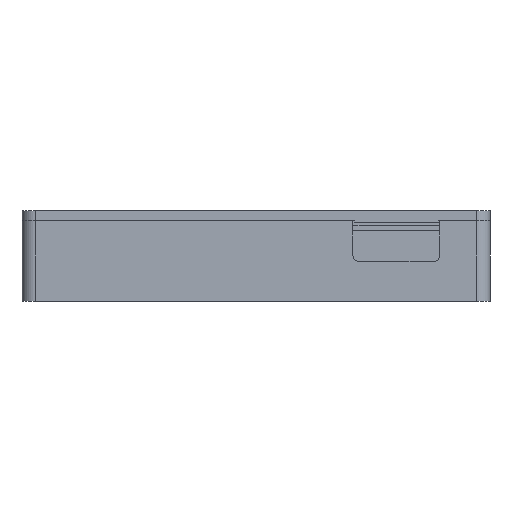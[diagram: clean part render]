
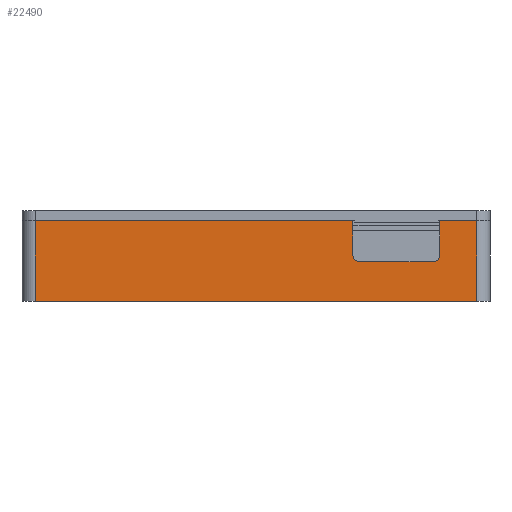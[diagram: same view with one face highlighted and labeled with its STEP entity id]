
A CAD part, front view. The second image highlights one B-rep face of the part: STEP entity #22490.
In plain terms, the highlighted planar face has unit normal (0, -1, 0).
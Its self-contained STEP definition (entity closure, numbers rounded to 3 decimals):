
#110=CIRCLE('',#23450,1.);
#111=CIRCLE('',#23453,1.);
#2923=FACE_OUTER_BOUND('',#4192,.T.);
#4192=EDGE_LOOP('',(#17602,#17603,#17604,#17605,#17606,#17607,#17608,#17609,
#17610,#17611));
#5766=LINE('',#35665,#7711);
#5769=LINE('',#35673,#7714);
#5772=LINE('',#35678,#7717);
#5773=LINE('',#35681,#7718);
#5776=LINE('',#35693,#7721);
#5779=LINE('',#35702,#7724);
#5780=LINE('',#35704,#7725);
#5781=LINE('',#35705,#7726);
#7711=VECTOR('',#25138,10.);
#7714=VECTOR('',#25147,10.);
#7717=VECTOR('',#25152,10.);
#7718=VECTOR('',#25155,10.);
#7721=VECTOR('',#25166,10.);
#7724=VECTOR('',#25175,10.);
#7725=VECTOR('',#25176,10.);
#7726=VECTOR('',#25177,10.);
#9848=VERTEX_POINT('',#35658);
#9849=VERTEX_POINT('',#35659);
#9850=VERTEX_POINT('',#35664);
#9851=VERTEX_POINT('',#35668);
#9852=VERTEX_POINT('',#35672);
#9853=VERTEX_POINT('',#35676);
#9854=VERTEX_POINT('',#35680);
#9859=VERTEX_POINT('',#35691);
#9862=VERTEX_POINT('',#35701);
#9863=VERTEX_POINT('',#35703);
#12646=EDGE_CURVE('',#9848,#9849,#110,.T.);
#12649=EDGE_CURVE('',#9850,#9849,#5766,.T.);
#12651=EDGE_CURVE('',#9850,#9851,#111,.T.);
#12653=EDGE_CURVE('',#9852,#9851,#5769,.T.);
#12656=EDGE_CURVE('',#9848,#9853,#5772,.T.);
#12657=EDGE_CURVE('',#9852,#9854,#5773,.T.);
#12664=EDGE_CURVE('',#9859,#9853,#5776,.T.);
#12669=EDGE_CURVE('',#9862,#9859,#5779,.T.);
#12670=EDGE_CURVE('',#9862,#9863,#5780,.T.);
#12671=EDGE_CURVE('',#9854,#9863,#5781,.T.);
#17602=ORIENTED_EDGE('',*,*,#12653,.T.);
#17603=ORIENTED_EDGE('',*,*,#12651,.F.);
#17604=ORIENTED_EDGE('',*,*,#12649,.T.);
#17605=ORIENTED_EDGE('',*,*,#12646,.F.);
#17606=ORIENTED_EDGE('',*,*,#12656,.T.);
#17607=ORIENTED_EDGE('',*,*,#12664,.F.);
#17608=ORIENTED_EDGE('',*,*,#12669,.F.);
#17609=ORIENTED_EDGE('',*,*,#12670,.T.);
#17610=ORIENTED_EDGE('',*,*,#12671,.F.);
#17611=ORIENTED_EDGE('',*,*,#12657,.F.);
#21664=PLANE('',#23463);
#22490=ADVANCED_FACE('',(#2923),#21664,.T.);
#23450=AXIS2_PLACEMENT_3D('',#35660,#25132,#25133);
#23453=AXIS2_PLACEMENT_3D('',#35669,#25142,#25143);
#23463=AXIS2_PLACEMENT_3D('',#35700,#25173,#25174);
#25132=DIRECTION('center_axis',(0.,-1.,0.));
#25133=DIRECTION('ref_axis',(-0.707,0.,-0.707));
#25138=DIRECTION('',(-1.,0.,0.));
#25142=DIRECTION('center_axis',(0.,-1.,0.));
#25143=DIRECTION('ref_axis',(0.707,0.,-0.707));
#25147=DIRECTION('',(0.,0.,-1.));
#25152=DIRECTION('',(0.,0.,1.));
#25155=DIRECTION('',(1.,0.,0.));
#25166=DIRECTION('',(1.,0.,0.));
#25173=DIRECTION('center_axis',(0.,-1.,0.));
#25174=DIRECTION('ref_axis',(1.,0.,0.));
#25175=DIRECTION('',(0.,0.,1.));
#25176=DIRECTION('',(1.,0.,0.));
#25177=DIRECTION('',(0.,0.,-1.));
#35658=CARTESIAN_POINT('',(49.5,0.,6.88));
#35659=CARTESIAN_POINT('',(50.5,0.,5.88));
#35660=CARTESIAN_POINT('Origin',(50.5,0.,6.88));
#35664=CARTESIAN_POINT('',(61.5,0.,5.88));
#35665=CARTESIAN_POINT('',(31.25,0.,5.88));
#35668=CARTESIAN_POINT('',(62.5,0.,6.88));
#35669=CARTESIAN_POINT('Origin',(61.5,0.,6.88));
#35672=CARTESIAN_POINT('',(62.5,0.,12.));
#35673=CARTESIAN_POINT('',(62.5,0.,6.));
#35676=CARTESIAN_POINT('',(49.5,0.,12.));
#35678=CARTESIAN_POINT('',(49.5,0.,2.94));
#35680=CARTESIAN_POINT('',(68.,0.,12.));
#35681=CARTESIAN_POINT('',(0.,0.,12.));
#35691=CARTESIAN_POINT('',(2.,0.,12.));
#35693=CARTESIAN_POINT('',(0.,0.,12.));
#35700=CARTESIAN_POINT('Origin',(0.,0.,0.));
#35701=CARTESIAN_POINT('',(2.,0.,0.));
#35702=CARTESIAN_POINT('',(2.,0.,0.));
#35703=CARTESIAN_POINT('',(68.,0.,0.));
#35704=CARTESIAN_POINT('',(0.,0.,0.));
#35705=CARTESIAN_POINT('',(68.,0.,0.));
